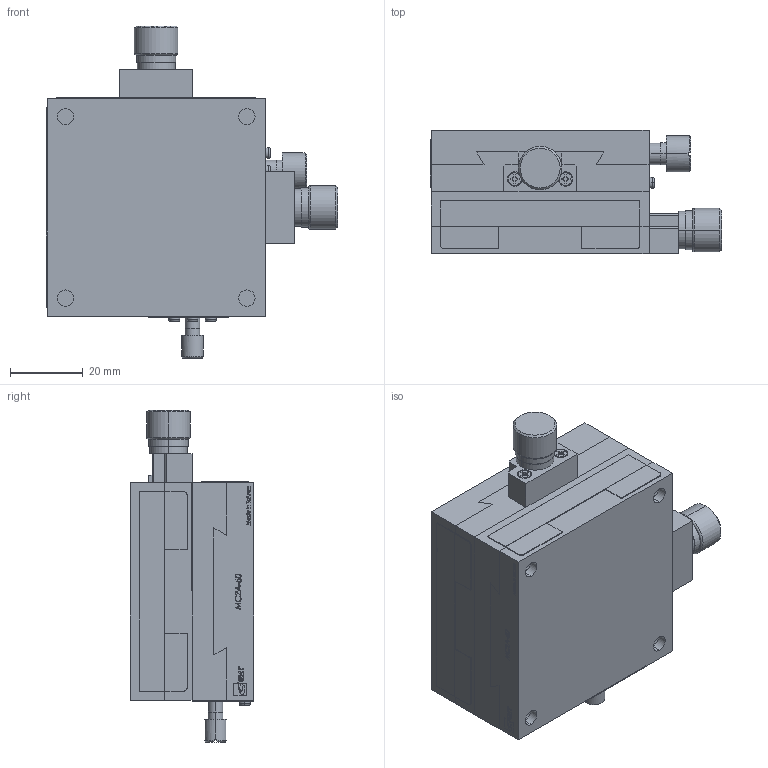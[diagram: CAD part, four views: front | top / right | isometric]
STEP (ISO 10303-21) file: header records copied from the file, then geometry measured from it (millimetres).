
FILE_DESCRIPTION (( 'STEP AP203' ), '1' );
FILE_NAME ('MC2A-60.STEP', '2010-05-04T00:54:12', ( '***' ), ( '***' ), 'SwSTEP 2.0', 'SolidWorks 2007', '' );
FILE_SCHEMA (( 'CONFIG_CONTROL_DESIGN' ));
Length unit declared in the file: millimetre
Products named in the file (1): MC2A-60
Bounding box: 80.25 x 34 x 91.5 mm (x, y, z)
Volume: 125510.9 mm3; surface area: 50486.9 mm2
Topology: 30 solids, 30 shells, 905 faces, 2322 edges, 1516 vertices
Faces by surface type: plane 537, cylinder 216, bspline 96, cone 40, torus 16
Entity records: 32865 total; most frequent: CARTESIAN_POINT 11216, ORIENTED_EDGE 4596, DIRECTION 4144, EDGE_CURVE 2298, VERTEX_POINT 1516, VECTOR 1504, LINE 1504, AXIS2_PLACEMENT_3D 1320
